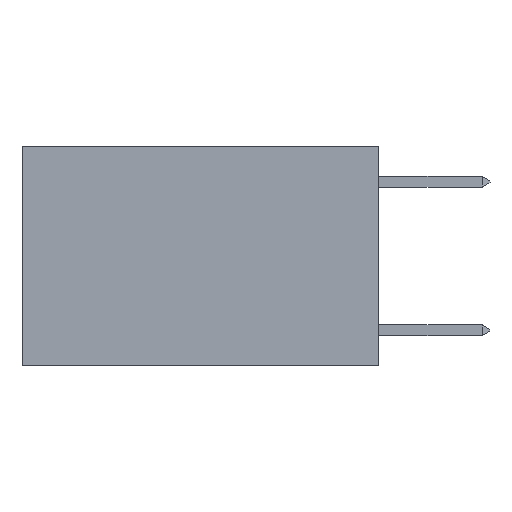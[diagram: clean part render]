
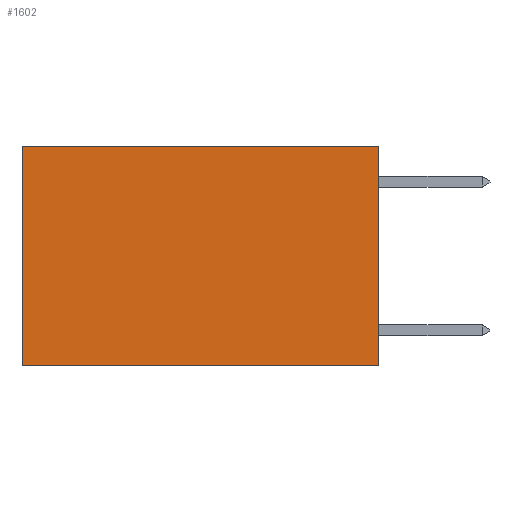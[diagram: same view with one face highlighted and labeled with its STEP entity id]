
A CAD part, left-side view. The second image highlights one B-rep face of the part: STEP entity #1602.
In plain terms, the highlighted planar face has unit normal (-1, 0, 0).
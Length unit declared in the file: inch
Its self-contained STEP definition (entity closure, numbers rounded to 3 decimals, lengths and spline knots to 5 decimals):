
#154 = ORIENTED_EDGE ( 'NONE', *, *, #680, .F. ) ;
#626 = VECTOR ( 'NONE', #2377, 39.37008 ) ;
#639 = CARTESIAN_POINT ( 'NONE',  ( 0.2625, 0.6, 0. ) ) ;
#680 = EDGE_CURVE ( 'NONE', #9355, #1174, #7819, .T. ) ;
#930 = ORIENTED_EDGE ( 'NONE', *, *, #2304, .F. ) ;
#1174 = VERTEX_POINT ( 'NONE', #2746 ) ;
#1313 = DIRECTION ( 'NONE',  ( 0., 0., -1. ) ) ;
#1465 = CARTESIAN_POINT ( 'NONE',  ( 0.2625, 0., 0. ) ) ;
#1602 = ADVANCED_FACE ( 'NONE', ( #3261 ), #5215, .F. ) ;
#1734 = ORIENTED_EDGE ( 'NONE', *, *, #7861, .T. ) ;
#2304 = EDGE_CURVE ( 'NONE', #1174, #3421, #9316, .T. ) ;
#2377 = DIRECTION ( 'NONE',  ( 0., 1., 0. ) ) ;
#2746 = CARTESIAN_POINT ( 'NONE',  ( 0.2625, 0., -0.37 ) ) ;
#2913 = CARTESIAN_POINT ( 'NONE',  ( 0.2625, 0.6, 0. ) ) ;
#3109 = VECTOR ( 'NONE', #5848, 39.37008 ) ;
#3261 = FACE_OUTER_BOUND ( 'NONE', #6950, .T. ) ;
#3421 = VERTEX_POINT ( 'NONE', #8958 ) ;
#4255 = AXIS2_PLACEMENT_3D ( 'NONE', #1465, #6272, #6840 ) ;
#4409 = EDGE_CURVE ( 'NONE', #4935, #3421, #5233, .T. ) ;
#4935 = VERTEX_POINT ( 'NONE', #639 ) ;
#5215 = PLANE ( 'NONE',  #4255 ) ;
#5233 = LINE ( 'NONE', #2913, #6750 ) ;
#5458 = LINE ( 'NONE', #5781, #626 ) ;
#5706 = DIRECTION ( 'NONE',  ( 0., 0., -1. ) ) ;
#5781 = CARTESIAN_POINT ( 'NONE',  ( 0.2625, 0., 0. ) ) ;
#5848 = DIRECTION ( 'NONE',  ( 0., 1., 0. ) ) ;
#6272 = DIRECTION ( 'NONE',  ( 1., 0., 0. ) ) ;
#6518 = CARTESIAN_POINT ( 'NONE',  ( 0.2625, 0., 0. ) ) ;
#6750 = VECTOR ( 'NONE', #1313, 39.37008 ) ;
#6840 = DIRECTION ( 'NONE',  ( 0., 0., -1. ) ) ;
#6950 = EDGE_LOOP ( 'NONE', ( #8727, #930, #154, #1734 ) ) ;
#7575 = VECTOR ( 'NONE', #5706, 39.37008 ) ;
#7819 = LINE ( 'NONE', #8038, #7575 ) ;
#7861 = EDGE_CURVE ( 'NONE', #9355, #4935, #5458, .T. ) ;
#8038 = CARTESIAN_POINT ( 'NONE',  ( 0.2625, 0., 0. ) ) ;
#8727 = ORIENTED_EDGE ( 'NONE', *, *, #4409, .T. ) ;
#8958 = CARTESIAN_POINT ( 'NONE',  ( 0.2625, 0.6, -0.37 ) ) ;
#9316 = LINE ( 'NONE', #9473, #3109 ) ;
#9355 = VERTEX_POINT ( 'NONE', #6518 ) ;
#9473 = CARTESIAN_POINT ( 'NONE',  ( 0.2625, 0., -0.37 ) ) ;
